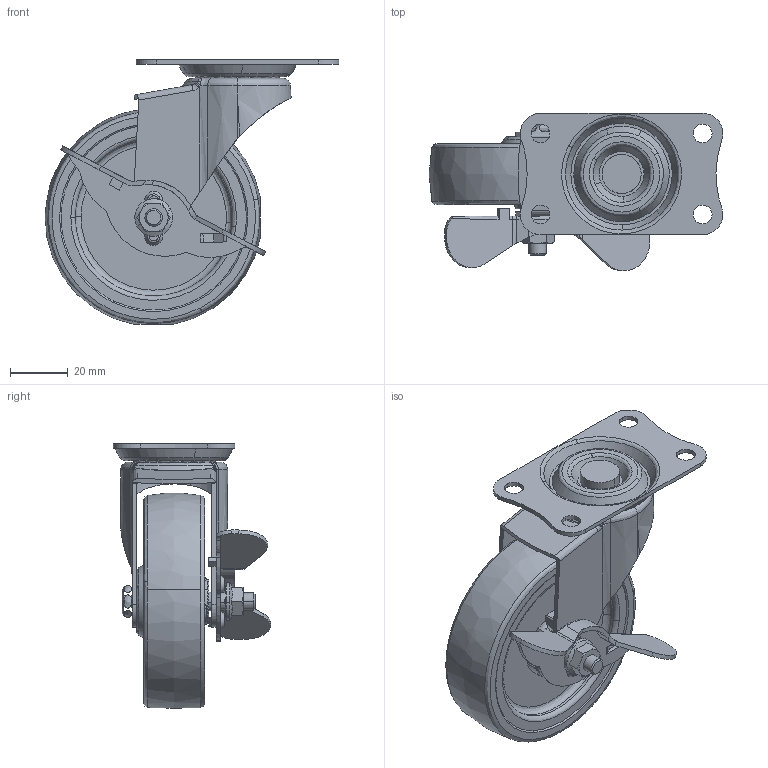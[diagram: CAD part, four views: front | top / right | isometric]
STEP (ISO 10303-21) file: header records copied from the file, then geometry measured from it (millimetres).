
FILE_DESCRIPTION((''),'2;1');
FILE_NAME('','2005-12-16T10:15:37',(''),(''),'','CADfix','');
FILE_SCHEMA(('AUTOMOTIVE_DESIGN'));
Length unit declared in the file: millimetre
Products named in the file (7): body; lever; wheel; mounting plate; main shaft; axle; 315E_UR75_510_36
Assembly tree (6 placements, depth 2):
  315E_UR75_510_36
    body
    lever
    wheel
    mounting plate
    main shaft
    axle
Bounding box: 101.5 x 54.35 x 91.37 mm (x, y, z)
Volume: 90878.6 mm3; surface area: 41517.3 mm2
Topology: 8 solids, 12 shells, 479 faces, 1413 edges, 970 vertices
Faces by surface type: bspline 479
Entity records: 25125 total; most frequent: CARTESIAN_POINT 17436, ORIENTED_EDGE 2808, EDGE_CURVE 1404, VERTEX_POINT 970, EDGE_LOOP 532, FACE_OUTER_BOUND 479, ADVANCED_FACE 479, QUASI_UNIFORM_CURVE 396
